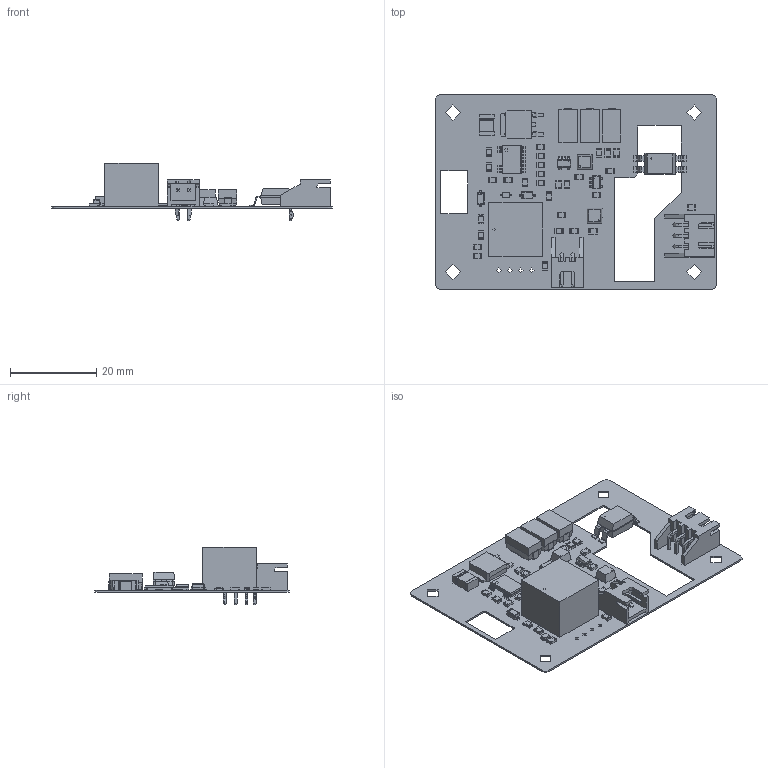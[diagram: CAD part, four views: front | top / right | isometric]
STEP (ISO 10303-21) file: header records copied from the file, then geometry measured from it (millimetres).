
FILE_DESCRIPTION(('Open CASCADE Model'),'2;1');
FILE_NAME('Open CASCADE Shape Model','2024-03-23T11:32:01',('Author'),( 'Open CASCADE'),'Open CASCADE STEP processor 7.5','Open CASCADE 7.5' ,'Unknown');
FILE_SCHEMA(('AUTOMOTIVE_DESIGN { 1 0 10303 214 1 1 1 1 }'));
Length unit declared in the file: millimetre
Products named in the file (74): PCB; Board; Open CASCADE STEP translator 7.5 1.1.1; U4; 6112830160; U3; 6112829280; U2; 6112829360; U1; 6112828880; R16; 6112828800; R23; 6112829200; R22; 6112828320; R21; 6112828640; R15; 6112830560; R14; R13; R12; R11; 6112828240; R10; R9; 6112829040; R8; R7; R6; R5; R4; R3; R2; R1; Q1; 6112829920; L1 ...
Assembly tree (98 placements, depth 4):
  PCB
    Board
      Open CASCADE STEP translator 7.5 1.1.1
    U4
      6112830160
    U3
      6112829280
    U2
      6112829360
    U1
      6112828880
    R16
      6112828800
    R23
      6112829200
    R22
      6112828320
    R21
      6112828640
    R15
      6112830560
    R14
      6112828800
    R13
      6112828320
    R12
      6112828800
    R11
      6112828240
    R10
      6112828800
    R9
      6112829040
    R8
      6112829040
    R7
      6112829040
    R6
      6112828320
    R5
      6112828640
    R4
      6112828640
    R3
      6112828800
    R2
      6112828640
    R1
      6112828320
    Q1
      6112829920
    L1
      6112829440
    J3
      S2B-XH-A-1
    J2
      S3B-XH-A
        SxB-XH-A_3
        pin^SxB-XH-A ass_bent  x2
        pin^SxB-XH-A ass
Bounding box: 65 x 45 x 13.41 mm (x, y, z)
Volume: 3759.1 mm3
Topology: 184 solids, 192 shells, 3196 faces, 7330 edges, 4508 vertices
Faces by surface type: plane 2579, cylinder 601, sphere 16
Full cylindrical faces by diameter (mm): 0.088 x2, 0.227 x2, 0.351 x1, 0.625 x1, 0.99 x5, 1.02 x4, 3.5 x4
Entity records: 54513 total; most frequent: CARTESIAN_POINT 8539, DIRECTION 8314, ORIENTED_EDGE 8148, EDGE_CURVE 4072, LINE 3416, VECTOR 3416, VERTEX_POINT 2598, AXIS2_PLACEMENT_3D 2449
